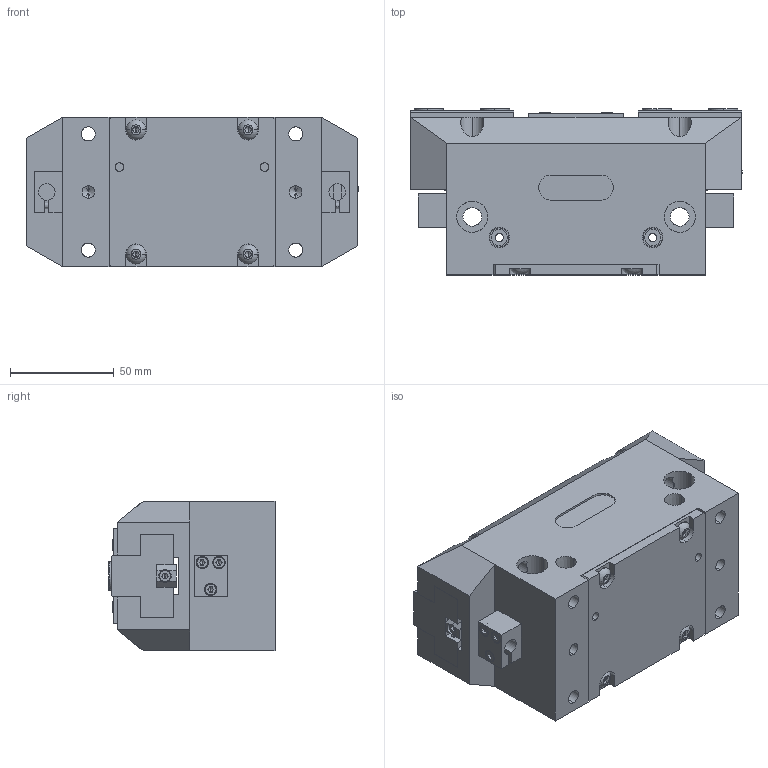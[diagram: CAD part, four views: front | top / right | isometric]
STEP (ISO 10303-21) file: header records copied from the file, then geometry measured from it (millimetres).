
FILE_DESCRIPTION (( 'STEP AP214' ), '1' );
FILE_NAME ('2PG 160.STEP', '2012-02-28T06:26:35', ( 'xw4600' ), ( '' ), 'SwSTEP 2.0', 'SolidWorks 2010', '' );
FILE_SCHEMA (( 'AUTOMOTIVE_DESIGN' ));
Length unit declared in the file: millimetre
Products named in the file (14): 2PG160-04_ル遽; 2PG160-06-1_ル遽; 2PG160-06-2_ル遽; 2PG160-07_ル遽; 2PG160-08_ル遽; 2PG160-09_ル遽; 2PG160-10_ル遽; SPRING(2PG160)_Default; socket head cap screw_ISO 4762 M3 x 10 --- 10N; countersunk head screw_ISO 10642 - M3 x 8 --- 8N; socket button head screw_ISO 7380 - M5 x 10 --- 10N; socket head cap screw_ISO 4762 M3 x 30 --- 18N; 2PG 160; 2PG160-01_ル遽
Assembly tree (31 placements, depth 2):
  2PG 160
    2PG160-10_ル遽  x4
    socket button head screw_ISO 7380 - M5 x 10 --- 10N  x4
    2PG160-06-1_ル遽
    socket head cap screw_ISO 4762 M3 x 10 --- 10N  x6
    2PG160-04_ル遽  x2
    2PG160-01_ル遽
    2PG160-09_ル遽  x2
    countersunk head screw_ISO 10642 - M3 x 8 --- 8N  x4
    socket head cap screw_ISO 4762 M3 x 30 --- 18N  x2
    2PG160-08_ル遽
    SPRING(2PG160)_Default  x2
    2PG160-07_ル遽
    2PG160-06-2_ル遽
Bounding box: 160 x 80 x 72 mm (x, y, z)
Volume: 592083.4 mm3; surface area: 151905.2 mm2
Topology: 31 solids, 31 shells, 953 faces, 2271 edges, 1390 vertices
Faces by surface type: plane 475, cylinder 300, cone 118, torus 48, sphere 8, bspline 4
Entity records: 21506 total; most frequent: CARTESIAN_POINT 7576, DIRECTION 2764, ORIENTED_EDGE 2524, EDGE_CURVE 1262, AXIS2_PLACEMENT_3D 1019, VERTEX_POINT 813, LINE 726, VECTOR 726
